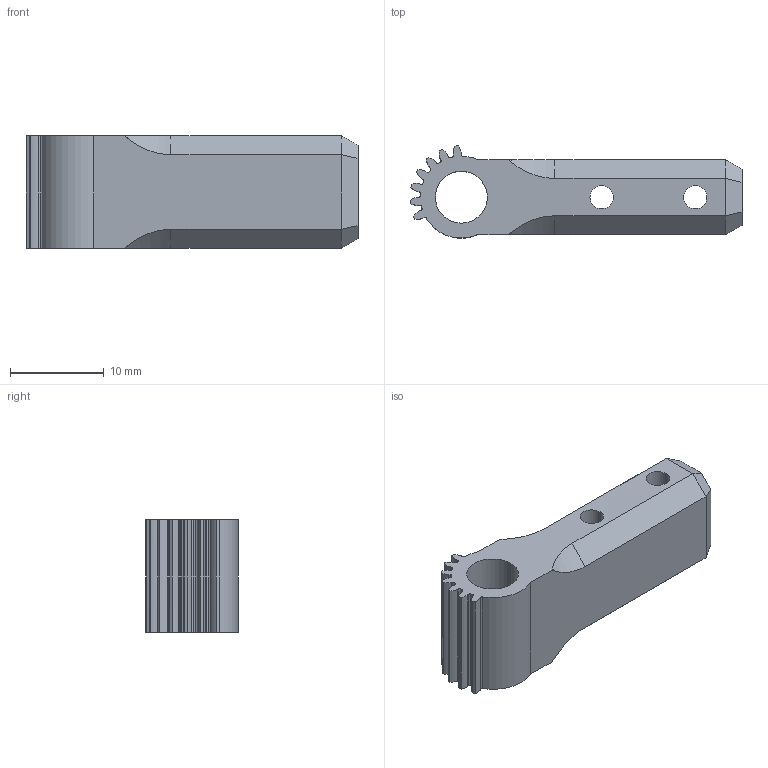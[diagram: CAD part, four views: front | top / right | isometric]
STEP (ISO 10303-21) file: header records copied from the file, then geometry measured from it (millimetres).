
FILE_DESCRIPTION (( 'STEP AP203' ), '1' );
FILE_NAME ('Toothed Finger.step_Default_sldprt.STEP', '2022-11-09T04:42:41', ( '' ), ( '' ), 'SwSTEP 2.0', 'SolidWorks 2022', '' );
FILE_SCHEMA (( 'CONFIG_CONTROL_DESIGN' ));
Length unit declared in the file: millimetre
Products named in the file (1): Toothed Finger.step_Default_sldprt
Bounding box: 35.49 x 9.85 x 12 mm (x, y, z)
Volume: 2703.2 mm3; surface area: 1869.5 mm2
Topology: 1 solids, 1 shells, 94 faces, 268 edges, 176 vertices
Faces by surface type: cylinder 45, plane 35, bspline 14
Entity records: 4419 total; most frequent: CARTESIAN_POINT 1921, ORIENTED_EDGE 536, DIRECTION 476, EDGE_CURVE 268, VERTEX_POINT 176, AXIS2_PLACEMENT_3D 163, VECTOR 150, LINE 150
